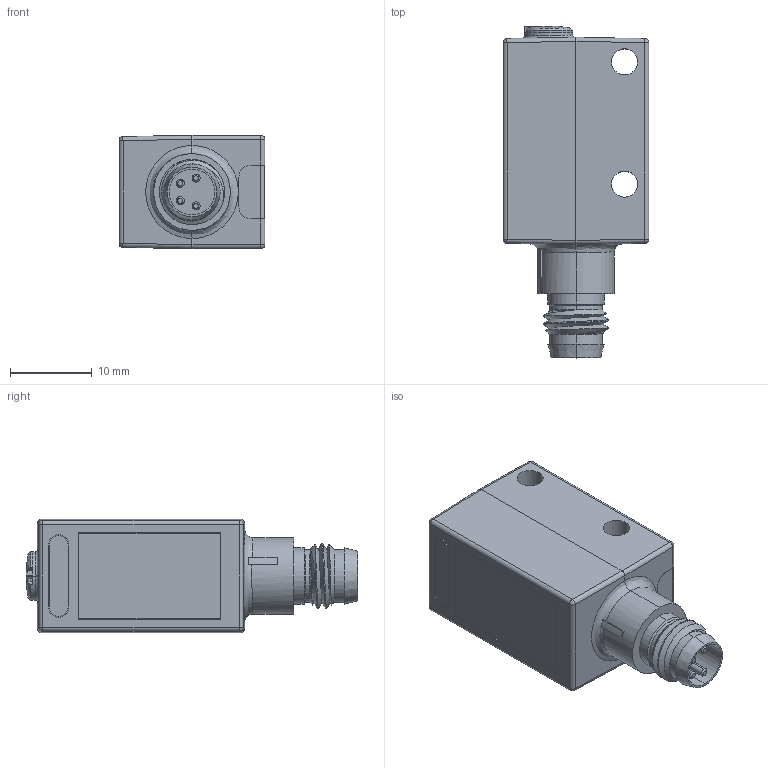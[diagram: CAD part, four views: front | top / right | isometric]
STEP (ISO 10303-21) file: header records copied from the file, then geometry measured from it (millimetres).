
FILE_DESCRIPTION((''),'2;1');
FILE_NAME('CAD1140_MV6_DUMMY_GR','2010-07-09T',('mschubert'),(''),'PRO/ENGINEER BY PARAMETRIC TECHNOLOGY CORPORATION, 2007250','PRO/ENGINEER BY PARAMETRIC TECHNOLOGY CORPORATION, 2007250','');
FILE_SCHEMA(('CONFIG_CONTROL_DESIGN'));
Length unit declared in the file: millimetre
Products named in the file (1): CAD1140_MV6_DUMMY_GR
Bounding box: 17.9 x 40.7 x 13.9 mm (x, y, z)
Volume: 6598.2 mm3; surface area: 3137.4 mm2
Topology: 1 solids, 1 shells, 197 faces, 481 edges, 307 vertices
Faces by surface type: plane 87, cylinder 76, cone 18, sphere 9, bspline 6, torus 1
Entity records: 10304 total; most frequent: CARTESIAN_POINT 4131, DIRECTION 975, ORIENTED_EDGE 944, PRESENTATION_STYLE_ASSIGNMENT 484, STYLED_ITEM 484, CURVE_STYLE 483, EDGE_CURVE 472, AXIS2_PLACEMENT_3D 354
